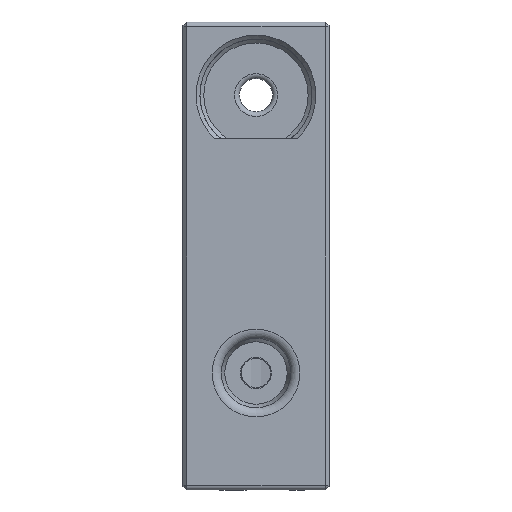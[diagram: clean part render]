
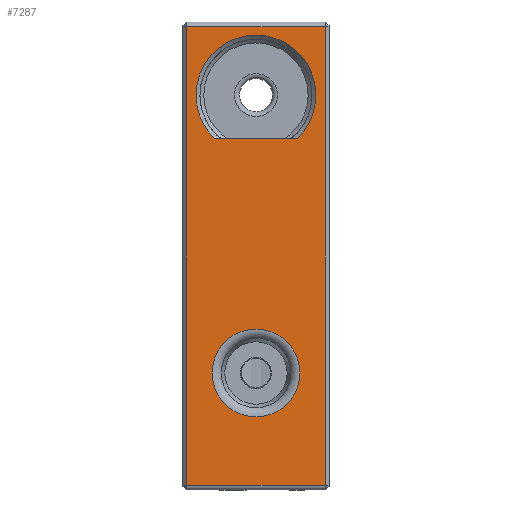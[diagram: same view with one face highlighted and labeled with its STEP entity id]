
A CAD part, front view. The second image highlights one B-rep face of the part: STEP entity #7287.
In plain terms, the highlighted planar face has unit normal (0, -1, 0).
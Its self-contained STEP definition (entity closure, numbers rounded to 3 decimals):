
#281=CIRCLE('',#7725,4.5);
#282=CIRCLE('',#7729,6.15);
#407=FACE_BOUND('',#2475,.T.);
#408=FACE_BOUND('',#2476,.T.);
#866=LINE('',#13788,#1457);
#868=LINE('',#13796,#1459);
#893=LINE('',#13894,#1484);
#894=LINE('',#13897,#1485);
#895=LINE('',#13898,#1486);
#1457=VECTOR('',#8931,10.);
#1459=VECTOR('',#8935,1000.);
#1484=VECTOR('',#9014,10.);
#1485=VECTOR('',#9017,10.);
#1486=VECTOR('',#9018,10.);
#2042=FACE_OUTER_BOUND('',#2474,.T.);
#2474=EDGE_LOOP('',(#6173,#6174,#6175,#6176));
#2475=EDGE_LOOP('',(#6177,#6178));
#2476=EDGE_LOOP('',(#6179));
#3369=VERTEX_POINT('',#13779);
#3370=VERTEX_POINT('',#13783);
#3371=VERTEX_POINT('',#13787);
#3372=VERTEX_POINT('',#13791);
#3373=VERTEX_POINT('',#13795);
#3392=VERTEX_POINT('',#13892);
#3393=VERTEX_POINT('',#13896);
#4316=EDGE_CURVE('',#3370,#3370,#281,.T.);
#4317=EDGE_CURVE('',#3369,#3371,#866,.T.);
#4320=EDGE_CURVE('',#3373,#3372,#868,.T.);
#4322=EDGE_CURVE('',#3372,#3373,#282,.T.);
#4357=EDGE_CURVE('',#3392,#3369,#893,.T.);
#4358=EDGE_CURVE('',#3393,#3392,#894,.T.);
#4359=EDGE_CURVE('',#3371,#3393,#895,.T.);
#6173=ORIENTED_EDGE('',*,*,#4358,.F.);
#6174=ORIENTED_EDGE('',*,*,#4359,.F.);
#6175=ORIENTED_EDGE('',*,*,#4317,.F.);
#6176=ORIENTED_EDGE('',*,*,#4357,.F.);
#6177=ORIENTED_EDGE('',*,*,#4322,.T.);
#6178=ORIENTED_EDGE('',*,*,#4320,.T.);
#6179=ORIENTED_EDGE('',*,*,#4316,.F.);
#6944=PLANE('',#7755);
#7287=ADVANCED_FACE('',(#2042,#407,#408),#6944,.F.);
#7725=AXIS2_PLACEMENT_3D('',#13785,#8927,#8928);
#7729=AXIS2_PLACEMENT_3D('',#13801,#8938,#8939);
#7755=AXIS2_PLACEMENT_3D('',#13895,#9015,#9016);
#8927=DIRECTION('center_axis',(0.,-1.,0.));
#8928=DIRECTION('ref_axis',(1.,0.,0.));
#8931=DIRECTION('',(0.,0.,1.));
#8935=DIRECTION('',(-1.,0.,0.));
#8938=DIRECTION('center_axis',(0.,1.,0.));
#8939=DIRECTION('ref_axis',(1.,0.,0.));
#9014=DIRECTION('',(-1.,0.,0.));
#9015=DIRECTION('center_axis',(0.,1.,0.));
#9016=DIRECTION('ref_axis',(1.,0.,0.));
#9017=DIRECTION('',(0.,0.,-1.));
#9018=DIRECTION('',(1.,0.,0.));
#13779=CARTESIAN_POINT('',(100.398,-121.,249.7));
#13783=CARTESIAN_POINT('',(107.498,-121.,265.7));
#13785=CARTESIAN_POINT('Origin',(107.498,-121.,261.2));
#13787=CARTESIAN_POINT('',(100.398,-121.,296.7));
#13788=CARTESIAN_POINT('',(100.398,-121.,196.984));
#13791=CARTESIAN_POINT('',(103.254,-121.,285.248));
#13795=CARTESIAN_POINT('',(111.741,-121.,285.248));
#13796=CARTESIAN_POINT('',(103.254,-121.,285.248));
#13801=CARTESIAN_POINT('Origin',(107.498,-121.,289.7));
#13892=CARTESIAN_POINT('',(114.598,-121.,249.7));
#13894=CARTESIAN_POINT('',(111.248,-121.,249.7));
#13895=CARTESIAN_POINT('Origin',(114.998,-121.,273.2));
#13896=CARTESIAN_POINT('',(114.598,-121.,296.7));
#13897=CARTESIAN_POINT('',(114.598,-121.,196.984));
#13898=CARTESIAN_POINT('',(107.998,-121.,296.7));
